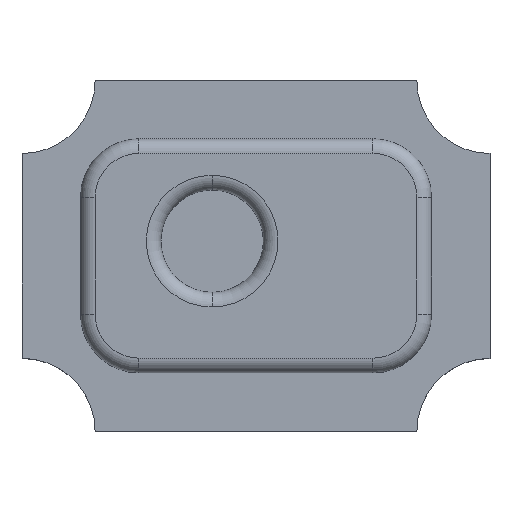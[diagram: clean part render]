
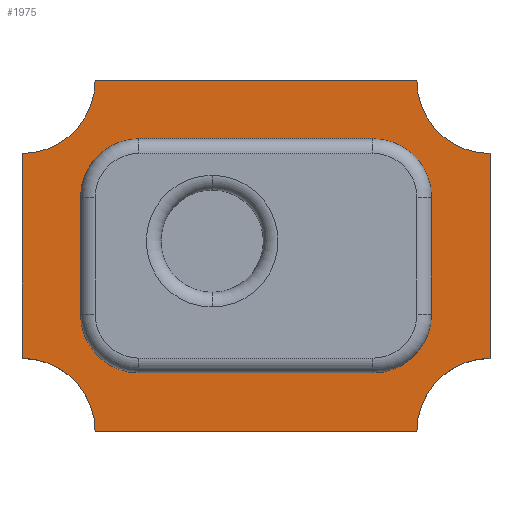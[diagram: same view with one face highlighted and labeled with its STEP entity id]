
A CAD part, top view. The second image highlights one B-rep face of the part: STEP entity #1975.
In plain terms, the highlighted planar face has unit normal (0, 0, 1).
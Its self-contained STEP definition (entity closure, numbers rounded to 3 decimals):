
#1478 = CARTESIAN_POINT ( 'NONE',  ( 0.4, -0.4, 0.4 ) ) ;
#1479 = VERTEX_POINT ( 'NONE', #1478 ) ;
#1494 = CARTESIAN_POINT ( 'NONE',  ( -0.4, -0.4, 0.4 ) ) ;
#1495 = VERTEX_POINT ( 'NONE', #1494 ) ;
#1502 = CARTESIAN_POINT ( 'NONE',  ( -0.4, -0.4, 0.4 ) ) ;
#1503 = DIRECTION ( 'NONE',  ( 1., 0., 0. ) ) ;
#1504 = VECTOR ( 'NONE', #1503, 1000. ) ;
#1505 = LINE ( 'NONE', #1502, #1504 ) ;
#1506 = EDGE_CURVE ( 'NONE', #1495, #1479, #1505, .T. ) ;
#1518 = CARTESIAN_POINT ( 'NONE',  ( -0.6, 0.2, 0.4 ) ) ;
#1519 = VERTEX_POINT ( 'NONE', #1518 ) ;
#1535 = CARTESIAN_POINT ( 'NONE',  ( -0.4, 0.4, 0.4 ) ) ;
#1536 = VERTEX_POINT ( 'NONE', #1535 ) ;
#1543 = CARTESIAN_POINT ( 'NONE',  ( -0.4, 0.2, 0.4 ) ) ;
#1544 = DIRECTION ( 'NONE',  ( 0., 0., 1. ) ) ;
#1545 = DIRECTION ( 'NONE',  ( 0., -1., 0. ) ) ;
#1546 = AXIS2_PLACEMENT_3D ( 'NONE', #1543, #1544, #1545 ) ;
#1547 = CIRCLE ( 'NONE', #1546, 0.2) ;
#1548 = EDGE_CURVE ( 'NONE', #1536, #1519, #1547, .T. ) ;
#1569 = CARTESIAN_POINT ( 'NONE',  ( -0.8, 0.35, 0.4 ) ) ;
#1570 = VERTEX_POINT ( 'NONE', #1569 ) ;
#1577 = CARTESIAN_POINT ( 'NONE',  ( -0.55, 0.6, 0.4 ) ) ;
#1578 = VERTEX_POINT ( 'NONE', #1577 ) ;
#1579 = CARTESIAN_POINT ( 'NONE',  ( -0.8, 0.6, 0.4 ) ) ;
#1580 = DIRECTION ( 'NONE',  ( 0., 0., 1. ) ) ;
#1581 = DIRECTION ( 'NONE',  ( 0., -1., 0. ) ) ;
#1582 = AXIS2_PLACEMENT_3D ( 'NONE', #1579, #1580, #1581 ) ;
#1583 = CIRCLE ( 'NONE', #1582, 0.25) ;
#1584 = EDGE_CURVE ( 'NONE', #1570, #1578, #1583, .T. ) ;
#1610 = CARTESIAN_POINT ( 'NONE',  ( -0.6, -0.2, 0.4 ) ) ;
#1611 = VERTEX_POINT ( 'NONE', #1610 ) ;
#1618 = CARTESIAN_POINT ( 'NONE',  ( -0.4, -0.2, 0.4 ) ) ;
#1619 = DIRECTION ( 'NONE',  ( 0., 0., 1. ) ) ;
#1620 = DIRECTION ( 'NONE',  ( 0., -1., 0. ) ) ;
#1621 = AXIS2_PLACEMENT_3D ( 'NONE', #1618, #1619, #1620 ) ;
#1622 = CIRCLE ( 'NONE', #1621, 0.2) ;
#1623 = EDGE_CURVE ( 'NONE', #1611, #1495, #1622, .T. ) ;
#1811 = CARTESIAN_POINT ( 'NONE',  ( 0.8, -0.35, 0.4 ) ) ;
#1812 = VERTEX_POINT ( 'NONE', #1811 ) ;
#1813 = CARTESIAN_POINT ( 'NONE',  ( 0.55, -0.6, 0.4 ) ) ;
#1814 = VERTEX_POINT ( 'NONE', #1813 ) ;
#1815 = CARTESIAN_POINT ( 'NONE',  ( 0.8, -0.6, 0.4 ) ) ;
#1816 = DIRECTION ( 'NONE',  ( 0., 0., 1. ) ) ;
#1817 = DIRECTION ( 'NONE',  ( 0., -1., 0. ) ) ;
#1818 = AXIS2_PLACEMENT_3D ( 'NONE', #1815, #1816, #1817 ) ;
#1819 = CIRCLE ( 'NONE', #1818, 0.25) ;
#1820 = EDGE_CURVE ( 'NONE', #1812, #1814, #1819, .T. ) ;
#1877 = CARTESIAN_POINT ( 'NONE',  ( -0.55, -0.6, 0.4 ) ) ;
#1878 = VERTEX_POINT ( 'NONE', #1877 ) ;
#1879 = CARTESIAN_POINT ( 'NONE',  ( -0.8, -0.6, 0.4 ) ) ;
#1880 = DIRECTION ( 'NONE',  ( 1., 0., 0. ) ) ;
#1881 = VECTOR ( 'NONE', #1880, 1000. ) ;
#1882 = LINE ( 'NONE', #1879, #1881 ) ;
#1883 = EDGE_CURVE ( 'NONE', #1878, #1814, #1882, .T. ) ;
#1884 = ORIENTED_EDGE ( 'NONE', *, *, #1883, .T. ) ;
#1885 = ORIENTED_EDGE ( 'NONE', *, *, #1820, .F. ) ;
#1886 = CARTESIAN_POINT ( 'NONE',  ( 0.8, 0.35, 0.4 ) ) ;
#1887 = VERTEX_POINT ( 'NONE', #1886 ) ;
#1888 = CARTESIAN_POINT ( 'NONE',  ( 0.8, -0.6, 0.4 ) ) ;
#1889 = DIRECTION ( 'NONE',  ( 0., 1., 0. ) ) ;
#1890 = VECTOR ( 'NONE', #1889, 1000. ) ;
#1891 = LINE ( 'NONE', #1888, #1890 ) ;
#1892 = EDGE_CURVE ( 'NONE', #1812, #1887, #1891, .T. ) ;
#1893 = ORIENTED_EDGE ( 'NONE', *, *, #1892, .T. ) ;
#1894 = CARTESIAN_POINT ( 'NONE',  ( 0.55, 0.6, 0.4 ) ) ;
#1895 = VERTEX_POINT ( 'NONE', #1894 ) ;
#1896 = CARTESIAN_POINT ( 'NONE',  ( 0.8, 0.6, 0.4 ) ) ;
#1897 = DIRECTION ( 'NONE',  ( 0., 0., 1. ) ) ;
#1898 = DIRECTION ( 'NONE',  ( 0., -1., 0. ) ) ;
#1899 = AXIS2_PLACEMENT_3D ( 'NONE', #1896, #1897, #1898 ) ;
#1900 = CIRCLE ( 'NONE', #1899, 0.25) ;
#1901 = EDGE_CURVE ( 'NONE', #1895, #1887, #1900, .T. ) ;
#1902 = ORIENTED_EDGE ( 'NONE', *, *, #1901, .F. ) ;
#1903 = CARTESIAN_POINT ( 'NONE',  ( -0.8, 0.6, 0.4 ) ) ;
#1904 = DIRECTION ( 'NONE',  ( -1., 0., 0. ) ) ;
#1905 = VECTOR ( 'NONE', #1904, 1000. ) ;
#1906 = LINE ( 'NONE', #1903, #1905 ) ;
#1907 = EDGE_CURVE ( 'NONE', #1895, #1578, #1906, .T. ) ;
#1908 = ORIENTED_EDGE ( 'NONE', *, *, #1907, .T. ) ;
#1909 = ORIENTED_EDGE ( 'NONE', *, *, #1584, .F. ) ;
#1910 = CARTESIAN_POINT ( 'NONE',  ( -0.8, -0.35, 0.4 ) ) ;
#1911 = VERTEX_POINT ( 'NONE', #1910 ) ;
#1912 = CARTESIAN_POINT ( 'NONE',  ( -0.8, -0.6, 0.4 ) ) ;
#1913 = DIRECTION ( 'NONE',  ( 0., -1., 0. ) ) ;
#1914 = VECTOR ( 'NONE', #1913, 1000. ) ;
#1915 = LINE ( 'NONE', #1912, #1914 ) ;
#1916 = EDGE_CURVE ( 'NONE', #1570, #1911, #1915, .T. ) ;
#1917 = ORIENTED_EDGE ( 'NONE', *, *, #1916, .T. ) ;
#1918 = CARTESIAN_POINT ( 'NONE',  ( -0.8, -0.6, 0.4 ) ) ;
#1919 = DIRECTION ( 'NONE',  ( 0., 0., 1. ) ) ;
#1920 = DIRECTION ( 'NONE',  ( 0., -1., 0. ) ) ;
#1921 = AXIS2_PLACEMENT_3D ( 'NONE', #1918, #1919, #1920 ) ;
#1922 = CIRCLE ( 'NONE', #1921, 0.25) ;
#1923 = EDGE_CURVE ( 'NONE', #1878, #1911, #1922, .T. ) ;
#1924 = ORIENTED_EDGE ( 'NONE', *, *, #1923, .F. ) ;
#1925 = EDGE_LOOP ( 'NONE', ( #1884, #1885, #1893, #1902, #1908, #1909, #1917, #1924 ) ) ;
#1926 = FACE_OUTER_BOUND ( 'NONE', #1925, .T. ) ;
#1927 = ORIENTED_EDGE ( 'NONE', *, *, #1623, .F. ) ;
#1928 = CARTESIAN_POINT ( 'NONE',  ( -0.6, 0.2, 0.4 ) ) ;
#1929 = DIRECTION ( 'NONE',  ( 0., -1., 0. ) ) ;
#1930 = VECTOR ( 'NONE', #1929, 1000. ) ;
#1931 = LINE ( 'NONE', #1928, #1930 ) ;
#1932 = EDGE_CURVE ( 'NONE', #1519, #1611, #1931, .T. ) ;
#1933 = ORIENTED_EDGE ( 'NONE', *, *, #1932, .F. ) ;
#1934 = ORIENTED_EDGE ( 'NONE', *, *, #1548, .F. ) ;
#1935 = CARTESIAN_POINT ( 'NONE',  ( 0.4, 0.4, 0.4 ) ) ;
#1936 = VERTEX_POINT ( 'NONE', #1935 ) ;
#1937 = CARTESIAN_POINT ( 'NONE',  ( 0.4, 0.4, 0.4 ) ) ;
#1938 = DIRECTION ( 'NONE',  ( -1., 0., 0. ) ) ;
#1939 = VECTOR ( 'NONE', #1938, 1000. ) ;
#1940 = LINE ( 'NONE', #1937, #1939 ) ;
#1941 = EDGE_CURVE ( 'NONE', #1936, #1536, #1940, .T. ) ;
#1942 = ORIENTED_EDGE ( 'NONE', *, *, #1941, .F. ) ;
#1943 = CARTESIAN_POINT ( 'NONE',  ( 0.6, 0.2, 0.4 ) ) ;
#1944 = VERTEX_POINT ( 'NONE', #1943 ) ;
#1945 = CARTESIAN_POINT ( 'NONE',  ( 0.4, 0.2, 0.4 ) ) ;
#1946 = DIRECTION ( 'NONE',  ( 0., 0., 1. ) ) ;
#1947 = DIRECTION ( 'NONE',  ( 0., -1., 0. ) ) ;
#1948 = AXIS2_PLACEMENT_3D ( 'NONE', #1945, #1946, #1947 ) ;
#1949 = CIRCLE ( 'NONE', #1948, 0.2) ;
#1950 = EDGE_CURVE ( 'NONE', #1944, #1936, #1949, .T. ) ;
#1951 = ORIENTED_EDGE ( 'NONE', *, *, #1950, .F. ) ;
#1952 = CARTESIAN_POINT ( 'NONE',  ( 0.6, -0.2, 0.4 ) ) ;
#1953 = VERTEX_POINT ( 'NONE', #1952 ) ;
#1954 = CARTESIAN_POINT ( 'NONE',  ( 0.6, -0.2, 0.4 ) ) ;
#1955 = DIRECTION ( 'NONE',  ( 0., 1., 0. ) ) ;
#1956 = VECTOR ( 'NONE', #1955, 1000. ) ;
#1957 = LINE ( 'NONE', #1954, #1956 ) ;
#1958 = EDGE_CURVE ( 'NONE', #1953, #1944, #1957, .T. ) ;
#1959 = ORIENTED_EDGE ( 'NONE', *, *, #1958, .F. ) ;
#1960 = CARTESIAN_POINT ( 'NONE',  ( 0.4, -0.2, 0.4 ) ) ;
#1961 = DIRECTION ( 'NONE',  ( 0., 0., 1. ) ) ;
#1962 = DIRECTION ( 'NONE',  ( 0., -1., 0. ) ) ;
#1963 = AXIS2_PLACEMENT_3D ( 'NONE', #1960, #1961, #1962 ) ;
#1964 = CIRCLE ( 'NONE', #1963, 0.2) ;
#1965 = EDGE_CURVE ( 'NONE', #1479, #1953, #1964, .T. ) ;
#1966 = ORIENTED_EDGE ( 'NONE', *, *, #1965, .F. ) ;
#1967 = ORIENTED_EDGE ( 'NONE', *, *, #1506, .F. ) ;
#1968 = EDGE_LOOP ( 'NONE', ( #1927, #1933, #1934, #1942, #1951, #1959, #1966, #1967 ) ) ;
#1969 = FACE_BOUND ( 'NONE', #1968, .T. ) ;
#1970 = CARTESIAN_POINT ( 'NONE',  ( 0., 0., 0.4 ) ) ;
#1971 = DIRECTION ( 'NONE',  ( 0., 0., -1. ) ) ;
#1972 = DIRECTION ( 'NONE',  ( 0., 1., 0. ) ) ;
#1973 = AXIS2_PLACEMENT_3D ( 'NONE', #1970, #1971, #1972 ) ;
#1974 = PLANE ( 'NONE', #1973 ) ;
#1975 = ADVANCED_FACE ( 'NONE', ( #1926, #1969 ), #1974, .F. ) ;
